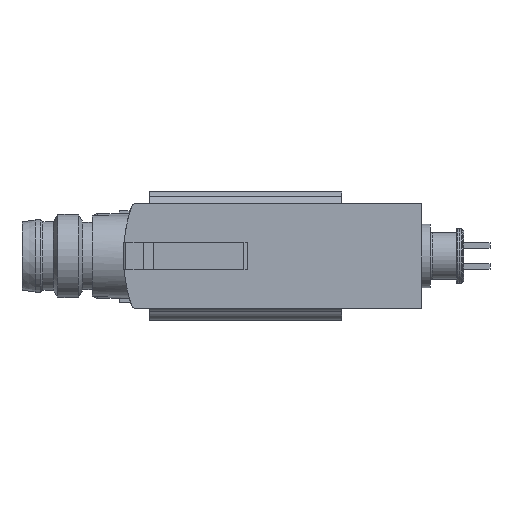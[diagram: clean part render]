
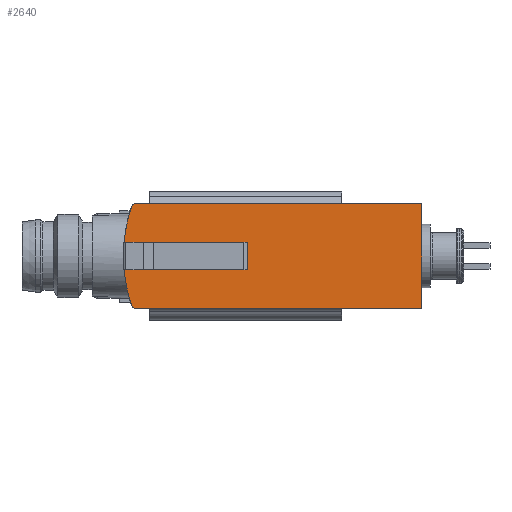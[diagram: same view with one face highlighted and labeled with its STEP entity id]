
A CAD part, left-side view. The second image highlights one B-rep face of the part: STEP entity #2640.
In plain terms, the highlighted planar face has unit normal (-1, 0, 0).
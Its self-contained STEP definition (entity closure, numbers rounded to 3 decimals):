
#41=PLANE('',#2885);
#151=CIRCLE('',#2797,15.);
#154=CIRCLE('',#2800,15.);
#184=CIRCLE('',#2841,0.5);
#201=CIRCLE('',#2886,0.5);
#316=LINE('',#4189,#535);
#337=LINE('',#4245,#556);
#353=LINE('',#4320,#572);
#354=LINE('',#4322,#573);
#355=LINE('',#4325,#574);
#356=LINE('',#4327,#575);
#535=VECTOR('',#3231,1000.);
#556=VECTOR('',#3280,1000.);
#572=VECTOR('',#3360,1000.);
#573=VECTOR('',#3363,1000.);
#574=VECTOR('',#3364,1000.);
#575=VECTOR('',#3367,1000.);
#907=ORIENTED_EDGE('',*,*,#1604,.T.);
#908=ORIENTED_EDGE('',*,*,#1605,.T.);
#909=ORIENTED_EDGE('',*,*,#1446,.F.);
#910=ORIENTED_EDGE('',*,*,#1541,.F.);
#911=ORIENTED_EDGE('',*,*,#1538,.T.);
#912=ORIENTED_EDGE('',*,*,#1603,.T.);
#913=ORIENTED_EDGE('',*,*,#1566,.F.);
#914=ORIENTED_EDGE('',*,*,#1606,.F.);
#915=ORIENTED_EDGE('',*,*,#1449,.F.);
#916=ORIENTED_EDGE('',*,*,#1607,.F.);
#1446=EDGE_CURVE('',#1813,#1814,#151,.T.);
#1449=EDGE_CURVE('',#1816,#1817,#154,.T.);
#1538=EDGE_CURVE('',#1903,#1902,#316,.T.);
#1541=EDGE_CURVE('',#1903,#1813,#184,.T.);
#1566=EDGE_CURVE('',#1923,#1924,#337,.T.);
#1603=EDGE_CURVE('',#1902,#1924,#353,.T.);
#1604=EDGE_CURVE('',#1943,#1944,#354,.T.);
#1605=EDGE_CURVE('',#1944,#1814,#355,.T.);
#1606=EDGE_CURVE('',#1817,#1923,#201,.T.);
#1607=EDGE_CURVE('',#1943,#1816,#356,.T.);
#1813=VERTEX_POINT('',#3940);
#1814=VERTEX_POINT('',#3942);
#1816=VERTEX_POINT('',#3946);
#1817=VERTEX_POINT('',#3948);
#1902=VERTEX_POINT('',#4188);
#1903=VERTEX_POINT('',#4190);
#1923=VERTEX_POINT('',#4244);
#1924=VERTEX_POINT('',#4246);
#1943=VERTEX_POINT('',#4323);
#1944=VERTEX_POINT('',#4324);
#2127=EDGE_LOOP('',(#907,#908,#909,#910,#911,#912,#913,#914,#915,#916));
#2364=FACE_BOUND('',#2127,.T.);
#2640=ADVANCED_FACE('',(#2364),#41,.F.);
#2797=AXIS2_PLACEMENT_3D('',#3941,#3103,#3104);
#2800=AXIS2_PLACEMENT_3D('',#3947,#3109,#3110);
#2841=AXIS2_PLACEMENT_3D('',#4194,#3237,#3238);
#2885=AXIS2_PLACEMENT_3D('',#4321,#3361,#3362);
#2886=AXIS2_PLACEMENT_3D('',#4326,#3365,#3366);
#3103=DIRECTION('',(1.,0.,0.));
#3104=DIRECTION('',(0.,0.,-1.));
#3109=DIRECTION('',(1.,0.,0.));
#3110=DIRECTION('',(0.,0.,-1.));
#3231=DIRECTION('',(0.,-1.,0.));
#3237=DIRECTION('',(1.,0.,0.));
#3238=DIRECTION('',(0.,0.,-1.));
#3280=DIRECTION('',(0.,-1.,0.));
#3360=DIRECTION('',(0.,0.,1.));
#3361=DIRECTION('',(1.,0.,0.));
#3362=DIRECTION('',(0.,0.,-1.));
#3363=DIRECTION('',(0.,0.,-1.));
#3364=DIRECTION('',(0.,1.,0.));
#3365=DIRECTION('',(1.,0.,0.));
#3366=DIRECTION('',(0.,0.,-1.));
#3367=DIRECTION('',(0.,1.,0.));
#3940=CARTESIAN_POINT('',(-102.4,20.109,-4.655));
#3941=CARTESIAN_POINT('',(-102.4,5.85,0.));
#3942=CARTESIAN_POINT('',(-102.4,20.794,-1.3));
#3946=CARTESIAN_POINT('',(-102.4,20.794,1.3));
#3947=CARTESIAN_POINT('',(-102.4,5.85,0.));
#3948=CARTESIAN_POINT('',(-102.4,20.109,4.655));
#4188=CARTESIAN_POINT('',(-102.4,-7.65,-5.));
#4189=CARTESIAN_POINT('',(-102.4,23.,-5.));
#4190=CARTESIAN_POINT('',(-102.4,19.634,-5.));
#4194=CARTESIAN_POINT('',(-102.4,19.634,-4.5));
#4244=CARTESIAN_POINT('',(-102.4,19.634,5.));
#4245=CARTESIAN_POINT('',(-102.4,23.,5.));
#4246=CARTESIAN_POINT('',(-102.4,-7.65,5.));
#4320=CARTESIAN_POINT('',(-102.4,-7.65,-5.));
#4321=CARTESIAN_POINT('',(-102.4,23.,-5.));
#4322=CARTESIAN_POINT('',(-102.4,9.05,1.3));
#4323=CARTESIAN_POINT('',(-102.4,9.05,1.3));
#4324=CARTESIAN_POINT('',(-102.4,9.05,-1.3));
#4325=CARTESIAN_POINT('',(-102.4,9.05,-1.3));
#4326=CARTESIAN_POINT('',(-102.4,19.634,4.5));
#4327=CARTESIAN_POINT('',(-102.4,9.05,1.3));
